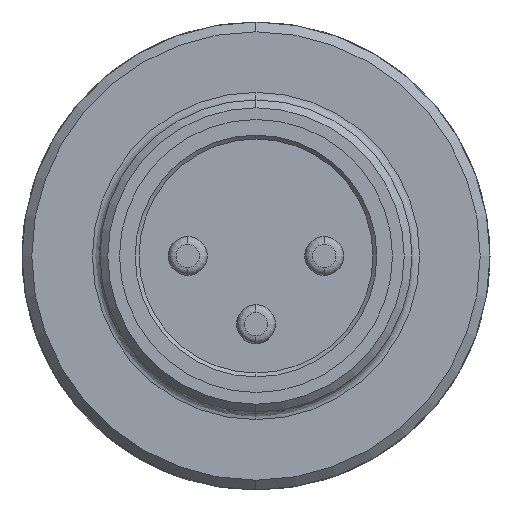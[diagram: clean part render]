
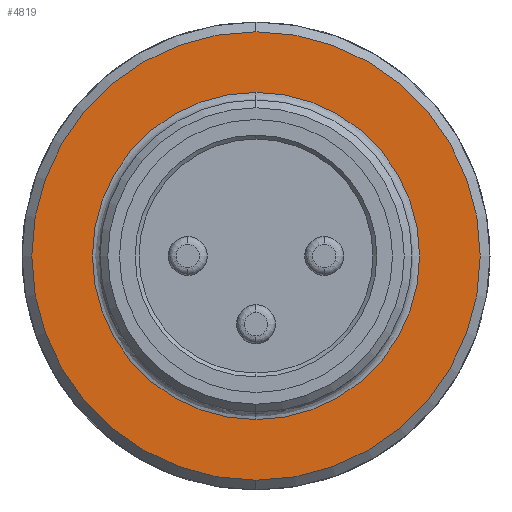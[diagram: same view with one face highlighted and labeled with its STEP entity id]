
A CAD part, front view. The second image highlights one B-rep face of the part: STEP entity #4819.
In plain terms, the highlighted free-form (B-spline) face has degree [1, 1] with [2, 2] control points.
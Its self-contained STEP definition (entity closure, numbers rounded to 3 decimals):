
#1937=CARTESIAN_POINT('',(0.,-5.1,0.));
#1938=DIRECTION('',(0.,-1.,0.));
#1939=DIRECTION('',(0.,0.,-1.));
#1940=AXIS2_PLACEMENT_3D('',#1937,#1938,#1939);
#1945=CARTESIAN_POINT('',(0.,-5.1,0.));
#1946=DIRECTION('',(0.,-1.,0.));
#1947=DIRECTION('',(0.,0.,1.));
#1948=AXIS2_PLACEMENT_3D('',#1945,#1946,#1947);
#1953=CARTESIAN_POINT('',(0.,-5.1,0.));
#1954=DIRECTION('',(0.,1.,0.));
#1955=DIRECTION('',(0.,0.,1.));
#1956=AXIS2_PLACEMENT_3D('',#1953,#1954,#1955);
#1961=CARTESIAN_POINT('',(0.,-5.1,0.));
#1962=DIRECTION('',(0.,1.,0.));
#1963=DIRECTION('',(0.,0.,-1.));
#1964=AXIS2_PLACEMENT_3D('',#1961,#1962,#1963);
#2671=CARTESIAN_POINT('',(0.,-5.1,5.75));
#2672=VERTEX_POINT('',#2671);
#2673=CARTESIAN_POINT('',(0.,-5.1,-5.75));
#2674=VERTEX_POINT('',#2673);
#2675=CARTESIAN_POINT('',(0.,-5.1,-4.195));
#2677=VERTEX_POINT('',#2675);
#2681=CARTESIAN_POINT('',(0.,-5.1,4.195));
#2682=VERTEX_POINT('',#2681);
#4804=CARTESIAN_POINT('',(-5.751,-5.1,5.75));
#4805=CARTESIAN_POINT('',(5.751,-5.1,5.75));
#4806=CARTESIAN_POINT('',(-5.751,-5.1,-5.75));
#4807=CARTESIAN_POINT('',(5.751,-5.1,-5.75));
#4808=B_SPLINE_SURFACE_WITH_KNOTS('',1,1,((#4804,#4805),(#4806,#4807)),
.UNSPECIFIED.,.F.,.F.,.F.,(2,2),(2,2),(-0.778,10.723),(-5.751,
5.751),.UNSPECIFIED.);
#4809=ORIENTED_EDGE('',*,*,#4772,.F.);
#4810=ORIENTED_EDGE('',*,*,#4797,.F.);
#4811=EDGE_LOOP('',(#4809,#4810));
#4812=FACE_OUTER_BOUND('',#4811,.F.);
#4814=ORIENTED_EDGE('',*,*,#4813,.F.);
#4816=ORIENTED_EDGE('',*,*,#4815,.F.);
#4817=EDGE_LOOP('',(#4814,#4816));
#4818=FACE_BOUND('',#4817,.F.);
#4819=ADVANCED_FACE('',(#4812,#4818),#4808,.T.);
#1941=CIRCLE('',#1940,5.75);
#1949=CIRCLE('',#1948,5.75);
#1957=CIRCLE('',#1956,4.195);
#1965=CIRCLE('',#1964,4.195);
#4772=EDGE_CURVE('',#2674,#2672,#1941,.T.);
#4797=EDGE_CURVE('',#2672,#2674,#1949,.T.);
#4813=EDGE_CURVE('',#2682,#2677,#1957,.T.);
#4815=EDGE_CURVE('',#2677,#2682,#1965,.T.);
